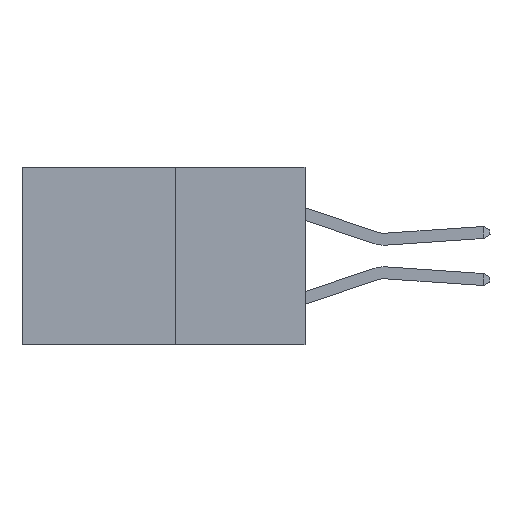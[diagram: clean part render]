
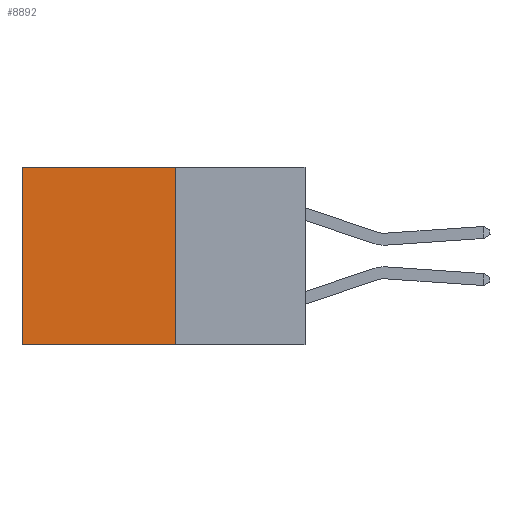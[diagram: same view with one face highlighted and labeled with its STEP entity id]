
A CAD part, left-side view. The second image highlights one B-rep face of the part: STEP entity #8892.
In plain terms, the highlighted planar face has unit normal (-1, 0, 0).
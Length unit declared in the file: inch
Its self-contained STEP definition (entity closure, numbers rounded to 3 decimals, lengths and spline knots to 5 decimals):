
#56 = ORIENTED_EDGE ( 'NONE', *, *, #18211, .T. ) ;
#562 = CARTESIAN_POINT ( 'NONE',  ( 0.277, 0.59, -0.37 ) ) ;
#718 = EDGE_CURVE ( 'NONE', #2572, #18793, #16529, .T. ) ;
#959 = FACE_OUTER_BOUND ( 'NONE', #14854, .T. ) ;
#1018 = ORIENTED_EDGE ( 'NONE', *, *, #718, .F. ) ;
#1461 = LINE ( 'NONE', #13355, #13499 ) ;
#1743 = VECTOR ( 'NONE', #15525, 39.37008 ) ;
#2572 = VERTEX_POINT ( 'NONE', #10132 ) ;
#2873 = CARTESIAN_POINT ( 'NONE',  ( 0.277, 0.59, 0. ) ) ;
#3028 = AXIS2_PLACEMENT_3D ( 'NONE', #16501, #8948, #20040 ) ;
#3495 = LINE ( 'NONE', #18356, #10833 ) ;
#5317 = VERTEX_POINT ( 'NONE', #562 ) ;
#5510 = EDGE_CURVE ( 'NONE', #18793, #5317, #3495, .T. ) ;
#7101 = PLANE ( 'NONE',  #3028 ) ;
#7593 = CARTESIAN_POINT ( 'NONE',  ( 0.277, 0.59, -0.37 ) ) ;
#8871 = EDGE_CURVE ( 'NONE', #2572, #16202, #1461, .T. ) ;
#8877 = ORIENTED_EDGE ( 'NONE', *, *, #5510, .F. ) ;
#8892 = ADVANCED_FACE ( 'NONE', ( #959 ), #7101, .F. ) ;
#8948 = DIRECTION ( 'NONE',  ( 1., 0., 0. ) ) ;
#10132 = CARTESIAN_POINT ( 'NONE',  ( 0.277, 0.27, 0. ) ) ;
#10833 = VECTOR ( 'NONE', #16772, 39.37008 ) ;
#12051 = LINE ( 'NONE', #7593, #20010 ) ;
#13355 = CARTESIAN_POINT ( 'NONE',  ( 0.277, 0.27, 0. ) ) ;
#13499 = VECTOR ( 'NONE', #16558, 39.37008 ) ;
#13615 = CARTESIAN_POINT ( 'NONE',  ( 0.277, 0.27, -0.37 ) ) ;
#14854 = EDGE_LOOP ( 'NONE', ( #56, #8877, #1018, #18296 ) ) ;
#15525 = DIRECTION ( 'NONE',  ( 0., 0., -1. ) ) ;
#16202 = VERTEX_POINT ( 'NONE', #2873 ) ;
#16501 = CARTESIAN_POINT ( 'NONE',  ( 0.277, 0.27, -0.37 ) ) ;
#16529 = LINE ( 'NONE', #19738, #1743 ) ;
#16558 = DIRECTION ( 'NONE',  ( 0., 1., 0. ) ) ;
#16772 = DIRECTION ( 'NONE',  ( 0., 1., 0. ) ) ;
#18211 = EDGE_CURVE ( 'NONE', #16202, #5317, #12051, .T. ) ;
#18296 = ORIENTED_EDGE ( 'NONE', *, *, #8871, .T. ) ;
#18356 = CARTESIAN_POINT ( 'NONE',  ( 0.277, 0.27, -0.37 ) ) ;
#18793 = VERTEX_POINT ( 'NONE', #13615 ) ;
#19738 = CARTESIAN_POINT ( 'NONE',  ( 0.277, 0.27, -0.37 ) ) ;
#20010 = VECTOR ( 'NONE', #20255, 39.37008 ) ;
#20040 = DIRECTION ( 'NONE',  ( 0., 0., -1. ) ) ;
#20255 = DIRECTION ( 'NONE',  ( 0., 0., -1. ) ) ;
